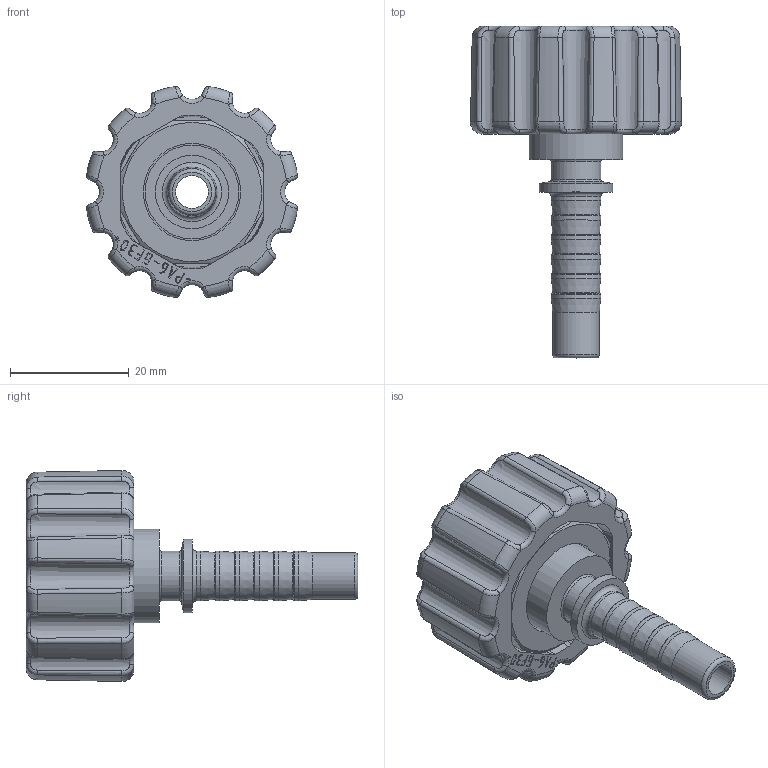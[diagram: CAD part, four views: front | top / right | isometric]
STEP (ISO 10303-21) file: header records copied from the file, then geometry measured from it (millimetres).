
FILE_DESCRIPTION(('Open CASCADE Model'),'2;1');
FILE_NAME('Open CASCADE Shape Model','2022-12-15T08:36:16',('Author'),( 'Open CASCADE'),'Open CASCADE STEP processor 6.5','Open CASCADE 6.5' ,'Unknown');
FILE_SCHEMA(('AUTOMOTIVE_DESIGN { 1 0 10303 214 1 1 1 1 }'));
Length unit declared in the file: millimetre
Products named in the file (603): CADSOFTTOOLS 1; CADSOFTTOOLS 1.1; CADSOFTTOOLS 1.2; CADSOFTTOOLS 1.3; CADSOFTTOOLS 1.4; CADSOFTTOOLS 1.5; CADSOFTTOOLS 1.6; CADSOFTTOOLS 1.7; CADSOFTTOOLS 1.8; CADSOFTTOOLS 1.9; CADSOFTTOOLS 1.10; CADSOFTTOOLS 1.11; CADSOFTTOOLS 1.12; CADSOFTTOOLS 1.13; CADSOFTTOOLS 1.14; CADSOFTTOOLS 1.15; CADSOFTTOOLS 1.16; CADSOFTTOOLS 1.17; CADSOFTTOOLS 1.18; CADSOFTTOOLS 1.19; CADSOFTTOOLS 1.20; CADSOFTTOOLS 1.21; CADSOFTTOOLS 1.22; CADSOFTTOOLS 1.23; CADSOFTTOOLS 1.24; CADSOFTTOOLS 1.25; CADSOFTTOOLS 1.26; CADSOFTTOOLS 1.27; CADSOFTTOOLS 1.28; CADSOFTTOOLS 1.29; CADSOFTTOOLS 1.30; CADSOFTTOOLS 1.31; CADSOFTTOOLS 1.32; CADSOFTTOOLS 1.33; CADSOFTTOOLS 1.34; CADSOFTTOOLS 1.35; CADSOFTTOOLS 1.36; CADSOFTTOOLS 1.37; CADSOFTTOOLS 1.38; CADSOFTTOOLS 1.39 ...
Assembly tree (602 placements, depth 2):
  CADSOFTTOOLS 1
    CADSOFTTOOLS 1.1
    CADSOFTTOOLS 1.2
    CADSOFTTOOLS 1.3
    CADSOFTTOOLS 1.4
    CADSOFTTOOLS 1.5
    CADSOFTTOOLS 1.6
    CADSOFTTOOLS 1.7
    CADSOFTTOOLS 1.8
    CADSOFTTOOLS 1.9
    CADSOFTTOOLS 1.10
    CADSOFTTOOLS 1.11
    CADSOFTTOOLS 1.12
    CADSOFTTOOLS 1.13
    CADSOFTTOOLS 1.14
    CADSOFTTOOLS 1.15
    CADSOFTTOOLS 1.16
    CADSOFTTOOLS 1.17
    CADSOFTTOOLS 1.18
    CADSOFTTOOLS 1.19
    CADSOFTTOOLS 1.20
    CADSOFTTOOLS 1.21
    CADSOFTTOOLS 1.22
    CADSOFTTOOLS 1.23
    CADSOFTTOOLS 1.24
    CADSOFTTOOLS 1.25
    CADSOFTTOOLS 1.26
    CADSOFTTOOLS 1.27
    CADSOFTTOOLS 1.28
    CADSOFTTOOLS 1.29
    CADSOFTTOOLS 1.30
    CADSOFTTOOLS 1.31
    CADSOFTTOOLS 1.32
    CADSOFTTOOLS 1.33
    CADSOFTTOOLS 1.34
    CADSOFTTOOLS 1.35
    CADSOFTTOOLS 1.36
    CADSOFTTOOLS 1.37
    CADSOFTTOOLS 1.38
    CADSOFTTOOLS 1.39
    CADSOFTTOOLS 1.40
    CADSOFTTOOLS 1.41
    CADSOFTTOOLS 1.42
    CADSOFTTOOLS 1.43
    CADSOFTTOOLS 1.44
    CADSOFTTOOLS 1.45
    CADSOFTTOOLS 1.46
    CADSOFTTOOLS 1.47
    CADSOFTTOOLS 1.48
    CADSOFTTOOLS 1.49
    CADSOFTTOOLS 1.50
    CADSOFTTOOLS 1.51
    CADSOFTTOOLS 1.52
    CADSOFTTOOLS 1.53
    CADSOFTTOOLS 1.54
    CADSOFTTOOLS 1.55
    CADSOFTTOOLS 1.56
    CADSOFTTOOLS 1.57
    CADSOFTTOOLS 1.58
    CADSOFTTOOLS 1.59
Bounding box: 35.63 x 56 x 35.63 mm (x, y, z)
Surface area: 9863.3 mm2 (no closed solid volume)
Topology: 0 solids, 602 shells, 602 faces, 2863 edges, 2804 vertices
Faces by surface type: bspline 237, plane 221, torus 65, cone 42, cylinder 37
Full cylindrical faces by diameter (mm): 5.5 x1, 7.9 x1, 8.4 x7, 10.3 x1, 12.4 x1, 14 x2, 15.8 x1, 16.4 x1, 19 x1, 20 x1, 24 x1, 24.2 x1
Entity records: 90884 total; most frequent: CARTESIAN_POINT 46038, DIRECTION 5665, ORIENTED_EDGE 2922, PCURVE 2922, DEFINITIONAL_REPRESENTATION 2922, EDGE_CURVE 2863, VERTEX_POINT 2804, SURFACE_CURVE 2804
